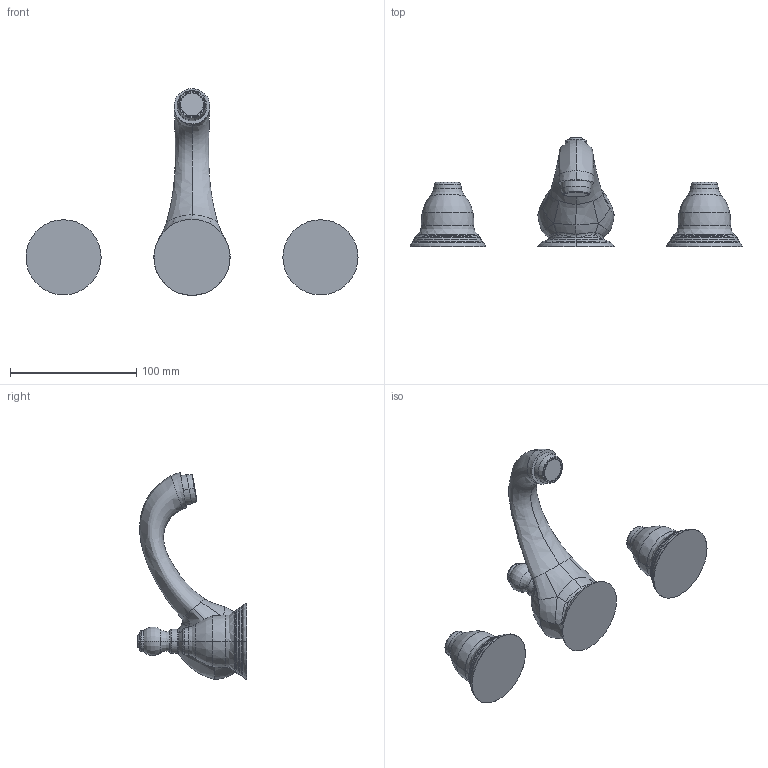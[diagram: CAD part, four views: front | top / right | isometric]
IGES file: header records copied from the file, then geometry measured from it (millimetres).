
Start section:  PTC IGES file: 7000.igs
Global section: file name: 7000.igs; native system: Creo Parametric by PTC Inc.; preprocessor: 2018400; author: jinson.thomas; organization: Unknown; date: 20201130.134413; units: inch
Bounding box: 262.64 x 86.74 x 163.63 mm (x, y, z)
Volume: 305924.2 mm3; surface area: 46872.5 mm2
Topology: 3 solids, 4 shells, 228 faces, 596 edges, 367 vertices
Faces by surface type: revolution 136, bspline 92
